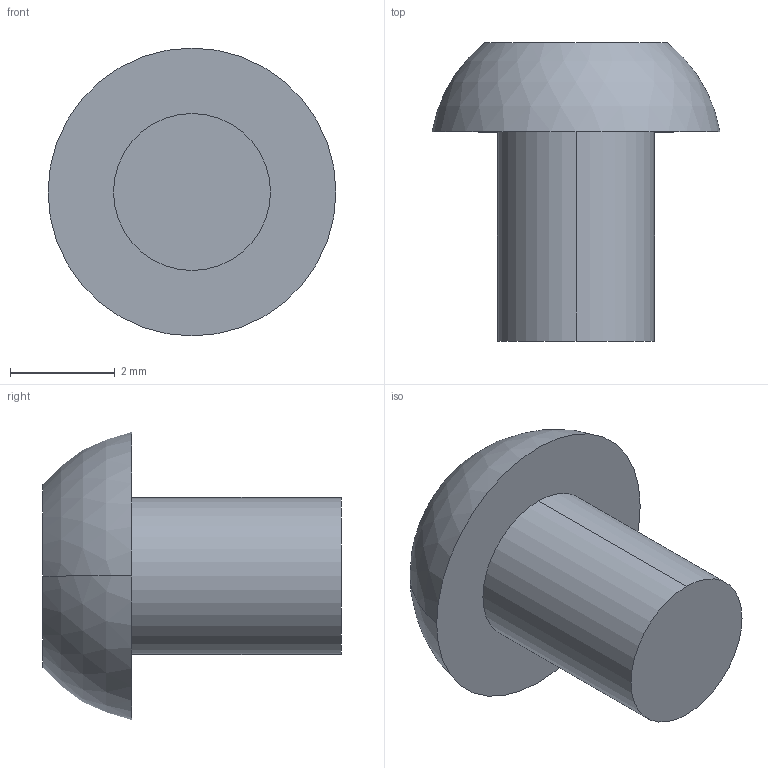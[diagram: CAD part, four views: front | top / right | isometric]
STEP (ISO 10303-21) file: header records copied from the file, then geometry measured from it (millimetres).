
FILE_DESCRIPTION(('STEP AP214'),'1');
FILE_NAME('1348 Bolt M3x4.step','2014-03-27T11:12:40',(' '),(' '),'Spatial InterOp 3D',' ',' ');
FILE_SCHEMA(('automotive_design'));
Length unit declared in the file: metre
Products named in the file (1): 1
Bounding box: 5.5 x 5.7 x 5.5 mm (x, y, z)
Volume: 54 mm3; surface area: 111.3 mm2
Topology: 1 solids, 1 shells, 14 faces, 32 edges, 22 vertices
Faces by surface type: plane 10, cylinder 2, sphere 2
Entity records: 541 total; most frequent: DIRECTION 74, CARTESIAN_POINT 69, ORIENTED_EDGE 64, EDGE_CURVE 32, AXIS2_PLACEMENT_3D 27, VERTEX_POINT 22, LINE 20, VECTOR 20
